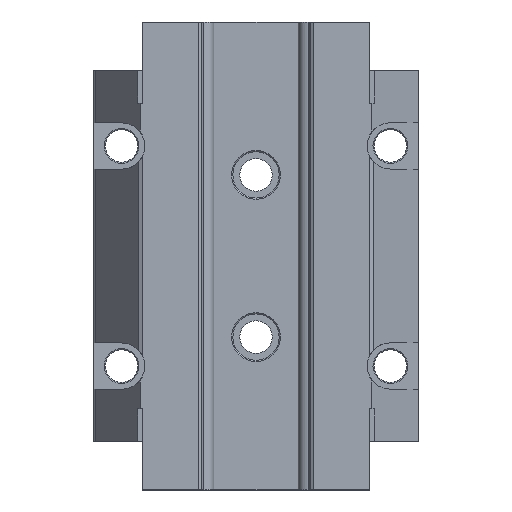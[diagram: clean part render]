
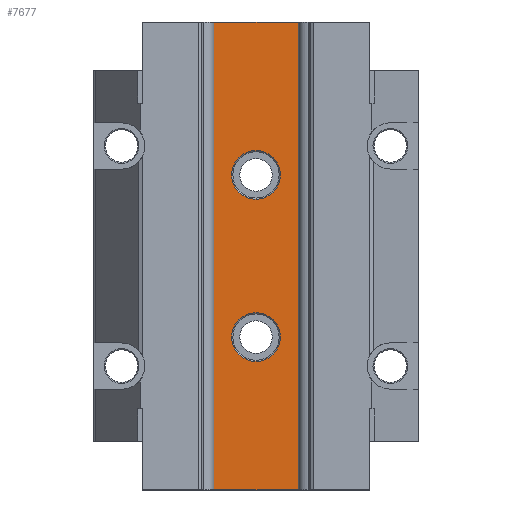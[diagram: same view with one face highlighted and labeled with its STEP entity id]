
A CAD part, front view. The second image highlights one B-rep face of the part: STEP entity #7677.
In plain terms, the highlighted planar face has unit normal (0, -1, 0).
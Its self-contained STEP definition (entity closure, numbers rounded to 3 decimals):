
#1377 = EDGE_LOOP ( 'NONE', ( #17327, #17358 ) ) ;
#1502 = EDGE_LOOP ( 'NONE', ( #17449, #17095 ) ) ;
#1557 = EDGE_LOOP ( 'NONE', ( #17096, #17098, #17099, #17100 ) ) ;
#1709 = VECTOR ( 'NONE', #8448, 1000. ) ;
#1738 = VECTOR ( 'NONE', #8609, 1000. ) ;
#1808 = LINE ( 'NONE', #8608, #1738 ) ;
#2119 = VERTEX_POINT ( 'NONE', #3258 ) ;
#2291 = VERTEX_POINT ( 'NONE', #3527 ) ;
#2416 = VERTEX_POINT ( 'NONE', #3649 ) ;
#2443 = VERTEX_POINT ( 'NONE', #3677 ) ;
#2573 = VERTEX_POINT ( 'NONE', #3805 ) ;
#2619 = VERTEX_POINT ( 'NONE', #3853 ) ;
#2753 = VERTEX_POINT ( 'NONE', #3985 ) ;
#2755 = VERTEX_POINT ( 'NONE', #3987 ) ;
#3258 = CARTESIAN_POINT ( 'NONE',  ( 0., 10.2, -45.5 ) ) ;
#3527 = CARTESIAN_POINT ( 'NONE',  ( -22.5, 10.2, 100.95 ) ) ;
#3649 = CARTESIAN_POINT ( 'NONE',  ( -22.5, 10.2, -100.95 ) ) ;
#3677 = CARTESIAN_POINT ( 'NONE',  ( 22.5, 10.2, -100.95 ) ) ;
#3805 = CARTESIAN_POINT ( 'NONE',  ( 0., 10.2, -24.5 ) ) ;
#3853 = CARTESIAN_POINT ( 'NONE',  ( 0., 10.2, 24.5 ) ) ;
#3985 = CARTESIAN_POINT ( 'NONE',  ( 0., 10.2, 45.5 ) ) ;
#3987 = CARTESIAN_POINT ( 'NONE',  ( 22.5, 10.2, 100.95 ) ) ;
#5760 = AXIS2_PLACEMENT_3D ( 'NONE', #13618, #13619, #13620 ) ;
#5943 = EDGE_CURVE ( 'NONE', #2416, #2291, #18127, .T. ) ;
#6057 = AXIS2_PLACEMENT_3D ( 'NONE', #12599, #12600, #12601 ) ;
#6084 = EDGE_CURVE ( 'NONE', #2619, #2753, #17969, .T. ) ;
#6092 = EDGE_CURVE ( 'NONE', #2119, #2573, #17959, .T. ) ;
#6209 = AXIS2_PLACEMENT_3D ( 'NONE', #10004, #10007, #10008 ) ;
#6327 = EDGE_CURVE ( 'NONE', #2443, #2755, #18960, .T. ) ;
#6592 = AXIS2_PLACEMENT_3D ( 'NONE', #14537, #14538, #14539 ) ;
#6652 = EDGE_CURVE ( 'NONE', #2573, #2119, #10645, .T. ) ;
#6706 = AXIS2_PLACEMENT_3D ( 'NONE', #14524, #14525, #14526 ) ;
#7313 = LINE ( 'NONE', #8440, #1709 ) ;
#7677 = ADVANCED_FACE ( 'NONE', ( #19281, #19293, #19278 ), #12598, .F. ) ;
#8440 = CARTESIAN_POINT ( 'NONE',  ( -22.5, 10.2, 100.95 ) ) ;
#8448 = DIRECTION ( 'NONE',  ( -1., 0., 0. ) ) ;
#8608 = CARTESIAN_POINT ( 'NONE',  ( 49., 10.2, -100.95 ) ) ;
#8609 = DIRECTION ( 'NONE',  ( -1., 0., 0. ) ) ;
#10004 = CARTESIAN_POINT ( 'NONE',  ( 0., 10.2, -35. ) ) ;
#10007 = DIRECTION ( 'NONE',  ( 0., -1., 0. ) ) ;
#10008 = DIRECTION ( 'NONE',  ( 0., 0., -1. ) ) ;
#10645 = CIRCLE ( 'NONE', #6209, 10.5 ) ;
#12598 = PLANE ( 'NONE',  #6057 ) ;
#12599 = CARTESIAN_POINT ( 'NONE',  ( -22.5, 10.2, -101. ) ) ;
#12600 = DIRECTION ( 'NONE',  ( 0., 1., 0. ) ) ;
#12601 = DIRECTION ( 'NONE',  ( 0., 0., 1. ) ) ;
#13618 = CARTESIAN_POINT ( 'NONE',  ( 0., 10.2, 35. ) ) ;
#13619 = DIRECTION ( 'NONE',  ( 0., -1., 0. ) ) ;
#13620 = DIRECTION ( 'NONE',  ( 0., 0., -1. ) ) ;
#14161 = CARTESIAN_POINT ( 'NONE',  ( -22.5, 10.2, -101. ) ) ;
#14167 = DIRECTION ( 'NONE',  ( 0., 0., 1. ) ) ;
#14524 = CARTESIAN_POINT ( 'NONE',  ( 0., 10.2, 35. ) ) ;
#14525 = DIRECTION ( 'NONE',  ( 0., -1., 0. ) ) ;
#14526 = DIRECTION ( 'NONE',  ( 0., 0., -1. ) ) ;
#14537 = CARTESIAN_POINT ( 'NONE',  ( 0., 10.2, -35. ) ) ;
#14538 = DIRECTION ( 'NONE',  ( 0., -1., 0. ) ) ;
#14539 = DIRECTION ( 'NONE',  ( 0., 0., -1. ) ) ;
#15800 = CARTESIAN_POINT ( 'NONE',  ( 22.5, 10.2, -101. ) ) ;
#15802 = DIRECTION ( 'NONE',  ( 0., 0., 1. ) ) ;
#16804 = EDGE_CURVE ( 'NONE', #2753, #2619, #19210, .T. ) ;
#16997 = EDGE_CURVE ( 'NONE', #2755, #2291, #7313, .T. ) ;
#17025 = EDGE_CURVE ( 'NONE', #2443, #2416, #1808, .T. ) ;
#17095 = ORIENTED_EDGE ( 'NONE', *, *, #6652, .F. ) ;
#17096 = ORIENTED_EDGE ( 'NONE', *, *, #6327, .T. ) ;
#17098 = ORIENTED_EDGE ( 'NONE', *, *, #16997, .T. ) ;
#17099 = ORIENTED_EDGE ( 'NONE', *, *, #5943, .F. ) ;
#17100 = ORIENTED_EDGE ( 'NONE', *, *, #17025, .F. ) ;
#17327 = ORIENTED_EDGE ( 'NONE', *, *, #6084, .F. ) ;
#17358 = ORIENTED_EDGE ( 'NONE', *, *, #16804, .F. ) ;
#17449 = ORIENTED_EDGE ( 'NONE', *, *, #6092, .F. ) ;
#17959 = CIRCLE ( 'NONE', #6592, 10.5 ) ;
#17969 = CIRCLE ( 'NONE', #6706, 10.5 ) ;
#18127 = LINE ( 'NONE', #14161, #18130 ) ;
#18130 = VECTOR ( 'NONE', #14167, 1000. ) ;
#18959 = VECTOR ( 'NONE', #15802, 1000. ) ;
#18960 = LINE ( 'NONE', #15800, #18959 ) ;
#19210 = CIRCLE ( 'NONE', #5760, 10.5 ) ;
#19278 = FACE_OUTER_BOUND ( 'NONE', #1557, .T. ) ;
#19281 = FACE_BOUND ( 'NONE', #1377, .T. ) ;
#19293 = FACE_BOUND ( 'NONE', #1502, .T. ) ;
